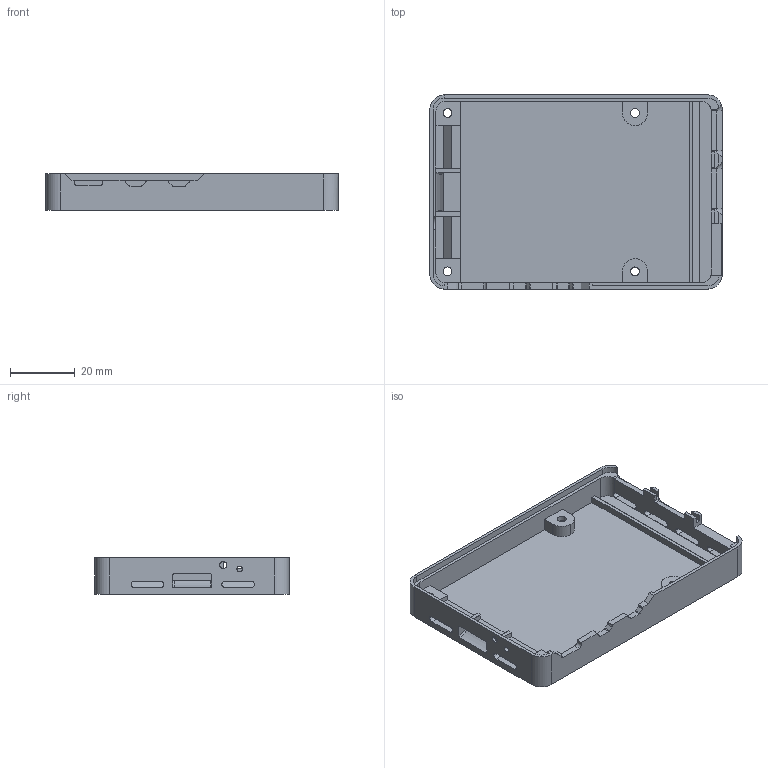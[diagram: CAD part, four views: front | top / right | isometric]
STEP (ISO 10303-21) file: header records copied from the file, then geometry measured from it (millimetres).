
FILE_DESCRIPTION(('HOOPS Exchange Step'),'2;1');
FILE_NAME('bottom.stp','2025-10-18T15:47:42+02:00',('sergi'),('Unknown organisation'),'HOOPS Exchange 2023.2','HOOPS Exchange','Unknown authorisation');
FILE_SCHEMA( ('AP203_CONFIGURATION_CONTROLLED_3D_DESIGN_OF_MECHANICAL_PARTS_AND_ASSEMBLIES_MIM_LF') );
Length unit declared in the file: millimetre
Products named in the file (1): Bottom
Bounding box: 90.5 x 60.12 x 11.34 mm (x, y, z)
Volume: 16512.2 mm3; surface area: 17181.1 mm2
Topology: 1 solids, 1 shells, 210 faces, 628 edges, 419 vertices
Faces by surface type: plane 127, cylinder 44, bspline 32, cone 5, torus 2
Full cylindrical faces by diameter (mm): 1.7 x1, 2.7 x4
Entity records: 9940 total; most frequent: CARTESIAN_POINT 4400, ORIENTED_EDGE 1256, DIRECTION 990, EDGE_CURVE 628, VECTOR 426, LINE 426, VERTEX_POINT 419, AXIS2_PLACEMENT_3D 282
